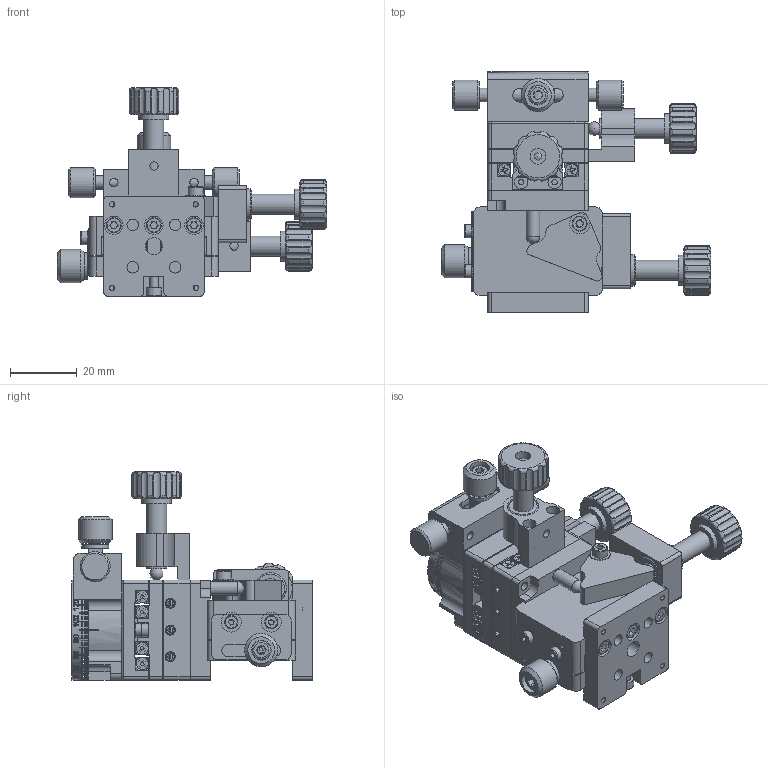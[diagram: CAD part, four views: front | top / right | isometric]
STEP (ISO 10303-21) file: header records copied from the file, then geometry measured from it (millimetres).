
FILE_DESCRIPTION (( 'STEP AP203' ), '1' );
FILE_NAME ('56LRT-4R.STEP', '2023-11-06T04:30:55', ( '' ), ( '' ), 'SwSTEP 2.0', 'SolidWorks 2022', '' );
FILE_SCHEMA (( 'CONFIG_CONTROL_DESIGN' ));
Length unit declared in the file: millimetre
Products named in the file (1): 56LRT-4R
Bounding box: 80.6 x 72 x 62.4 mm (x, y, z)
Surface area: 36591.4 mm2 (no closed solid volume)
Topology: 0 solids, 179 shells, 1294 faces, 5787 edges, 4598 vertices
Faces by surface type: plane 734, cylinder 397, cone 94, bspline 44, torus 21, sphere 4
Full cylindrical faces by diameter (mm): 1.6 x10, 2 x1, 2.05 x7, 2.2 x2, 2.5 x11, 2.7 x2, 3 x1, 3.454 x8, 3.6 x16, 4 x9, 4.1 x4, 4.5 x5, 4.7 x3, 5.105 x2, 5.5 x5, 6 x10, 8 x2, 9 x5, 9.45 x1, 9.5 x4, 10 x2, 30 x1
Entity records: 80522 total; most frequent: CARTESIAN_POINT 37176, ORIENTED_EDGE 7939, DIRECTION 7938, EDGE_CURVE 5547, VERTEX_POINT 4541, LINE 2812, VECTOR 2812, AXIS2_PLACEMENT_3D 2563
